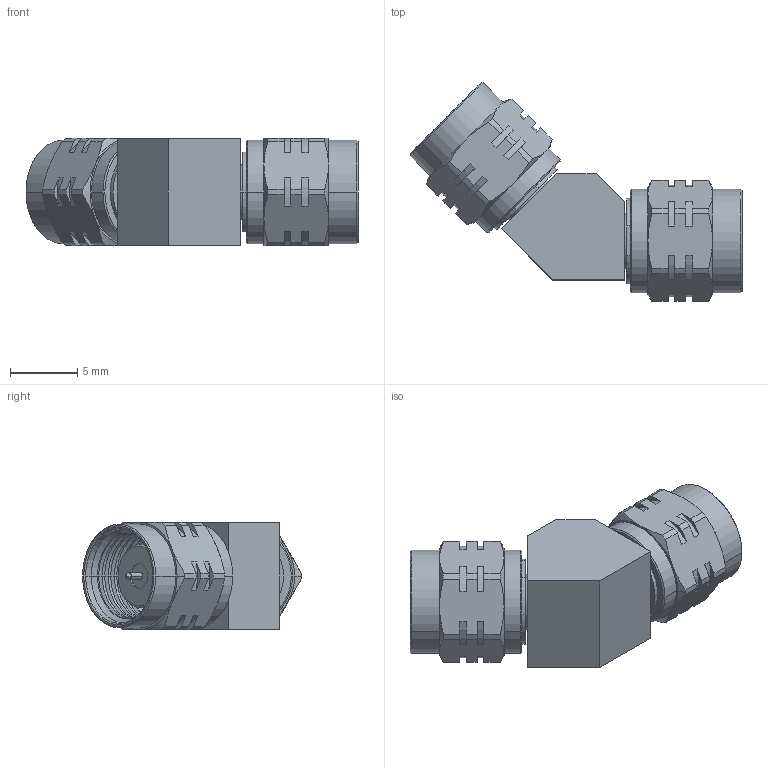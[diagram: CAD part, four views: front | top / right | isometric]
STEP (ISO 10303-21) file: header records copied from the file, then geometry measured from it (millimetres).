
FILE_DESCRIPTION (( 'STEP AP214' ), '1' );
FILE_NAME ('FMAD1584_3D.step', '2023-08-03T15:02:31', ( '' ), ( '' ), 'SwSTEP 2.0', 'SolidWorks 2022', '' );
FILE_SCHEMA (( 'AUTOMOTIVE_DESIGN' ));
Length unit declared in the file: inch
Products named in the file (5): FMAD1584_3D; AD45S-183-188-3^ad45s-185-3-185-3_asm_FMAD1584; AD45S-183-188-2-BODY^ad45s-185-3-185-3_asm_FMAD1584; ad45s-185-3-185-3_asm^FMAD1584
Assembly tree (4 placements, depth 3):
  FMAD1584_3D
    ad45s-185-3-185-3_asm^FMAD1584
      AD45S-183-188-3^ad45s-185-3-185-3_asm_FMAD1584
      AD45S-183-188-2-BODY^ad45s-185-3-185-3_asm_FMAD1584
      AD45S-183-188-2-BODY^ad45s-185-3-185-3_asm_FMAD1584
Bounding box: 24.71 x 16.29 x 8 mm (x, y, z)
Volume: 1016 mm3; surface area: 1549.3 mm2
Topology: 3 solids, 3 shells, 376 faces, 908 edges, 556 vertices
Faces by surface type: cylinder 160, cone 118, plane 98
Entity records: 11386 total; most frequent: CARTESIAN_POINT 2184, DIRECTION 2044, ORIENTED_EDGE 1816, EDGE_CURVE 908, AXIS2_PLACEMENT_3D 800, VERTEX_POINT 556, VECTOR 444, LINE 444
